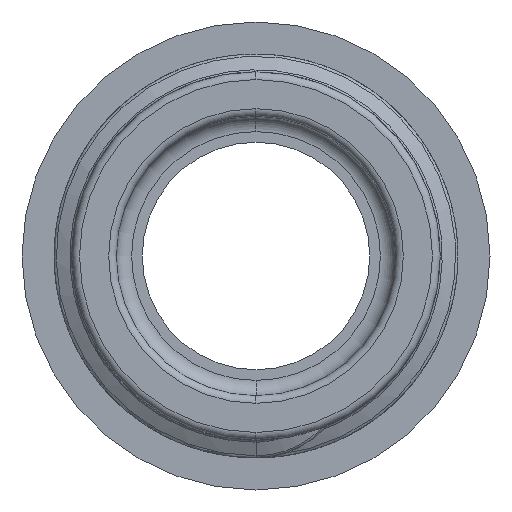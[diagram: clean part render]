
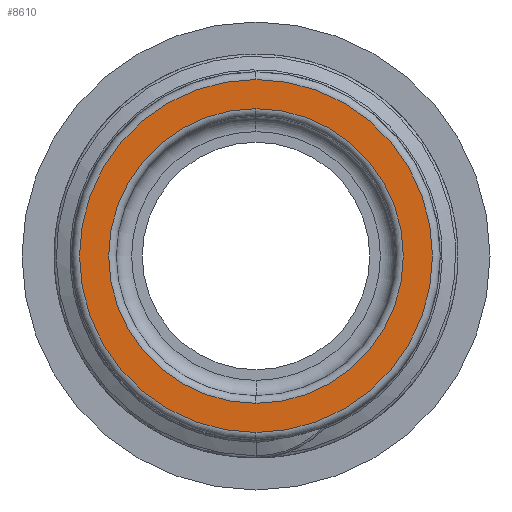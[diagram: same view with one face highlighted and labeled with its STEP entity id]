
A CAD part, left-side view. The second image highlights one B-rep face of the part: STEP entity #8610.
In plain terms, the highlighted planar face has unit normal (-1, 0, 0).
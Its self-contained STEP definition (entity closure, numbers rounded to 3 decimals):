
#94 = CARTESIAN_POINT ( 'NONE',  ( 0., 0., 0. ) ) ;
#95 = DIRECTION ( 'NONE',  ( -1., 0., 0. ) ) ;
#96 = DIRECTION ( 'NONE',  ( 0., 0., -1. ) ) ;
#107 = CARTESIAN_POINT ( 'NONE',  ( 0., 0., 0. ) ) ;
#108 = DIRECTION ( 'NONE',  ( 1., 0., 0. ) ) ;
#109 = DIRECTION ( 'NONE',  ( 0., 0., -1. ) ) ;
#272 = EDGE_LOOP ( 'NONE', ( #4697, #4698 ) ) ;
#422 = CARTESIAN_POINT ( 'NONE',  ( 0., 0., 0. ) ) ;
#423 = DIRECTION ( 'NONE',  ( -1., 0., 0. ) ) ;
#424 = DIRECTION ( 'NONE',  ( 0., 0., -1. ) ) ;
#722 = CIRCLE ( 'NONE', #723, 9.65 ) ;
#723 = AXIS2_PLACEMENT_3D ( 'NONE', #8959, #8960, #8961 ) ;
#756 = CIRCLE ( 'NONE', #760, 11.558 ) ;
#760 = AXIS2_PLACEMENT_3D ( 'NONE', #422, #423, #424 ) ;
#835 = AXIS2_PLACEMENT_3D ( 'NONE', #11183, #11188, #11190 ) ;
#1792 = EDGE_CURVE ( 'NONE', #7075, #7078, #11304, .T. ) ;
#1801 = EDGE_CURVE ( 'NONE', #7084, #7085, #11320, .T. ) ;
#2961 = CARTESIAN_POINT ( 'NONE',  ( 0., 0., 11.558 ) ) ;
#2964 = CARTESIAN_POINT ( 'NONE',  ( 0., 0., -11.558 ) ) ;
#2970 = CARTESIAN_POINT ( 'NONE',  ( 0., 0., -9.65 ) ) ;
#2971 = CARTESIAN_POINT ( 'NONE',  ( 0., 0., 9.65 ) ) ;
#4697 = ORIENTED_EDGE ( 'NONE', *, *, #1801, .T. ) ;
#4698 = ORIENTED_EDGE ( 'NONE', *, *, #8503, .T. ) ;
#4699 = ORIENTED_EDGE ( 'NONE', *, *, #8540, .T. ) ;
#4700 = ORIENTED_EDGE ( 'NONE', *, *, #1792, .T. ) ;
#6602 = EDGE_LOOP ( 'NONE', ( #4699, #4700 ) ) ;
#7075 = VERTEX_POINT ( 'NONE', #2961 ) ;
#7078 = VERTEX_POINT ( 'NONE', #2964 ) ;
#7084 = VERTEX_POINT ( 'NONE', #2970 ) ;
#7085 = VERTEX_POINT ( 'NONE', #2971 ) ;
#8503 = EDGE_CURVE ( 'NONE', #7085, #7084, #722, .T. ) ;
#8540 = EDGE_CURVE ( 'NONE', #7078, #7075, #756, .T. ) ;
#8610 = ADVANCED_FACE ( 'NONE', ( #11170, #11162 ), #11185, .F. ) ;
#8959 = CARTESIAN_POINT ( 'NONE',  ( 0., 0., 0. ) ) ;
#8960 = DIRECTION ( 'NONE',  ( 1., 0., 0. ) ) ;
#8961 = DIRECTION ( 'NONE',  ( 0., 0., -1. ) ) ;
#11162 = FACE_OUTER_BOUND ( 'NONE', #6602, .T. ) ;
#11170 = FACE_BOUND ( 'NONE', #272, .T. ) ;
#11183 = CARTESIAN_POINT ( 'NONE',  ( 0., 0., -9.15 ) ) ;
#11185 = PLANE ( 'NONE',  #835 ) ;
#11188 = DIRECTION ( 'NONE',  ( 1., 0., 0. ) ) ;
#11190 = DIRECTION ( 'NONE',  ( 0., 0., -1. ) ) ;
#11304 = CIRCLE ( 'NONE', #11313, 11.558 ) ;
#11313 = AXIS2_PLACEMENT_3D ( 'NONE', #94, #95, #96 ) ;
#11320 = CIRCLE ( 'NONE', #11331, 9.65 ) ;
#11331 = AXIS2_PLACEMENT_3D ( 'NONE', #107, #108, #109 ) ;
